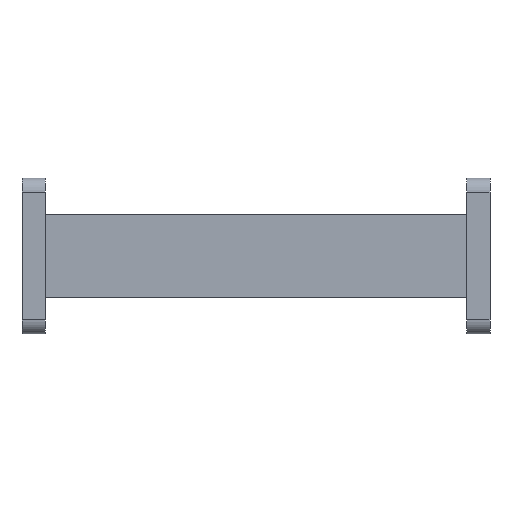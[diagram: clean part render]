
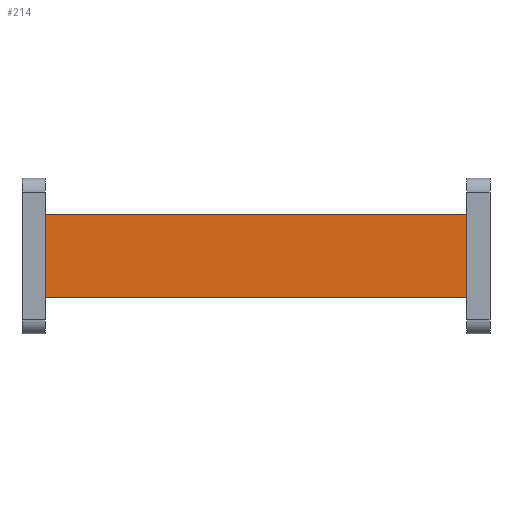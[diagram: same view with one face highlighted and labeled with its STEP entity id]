
A CAD part, left-side view. The second image highlights one B-rep face of the part: STEP entity #214.
In plain terms, the highlighted planar face has unit normal (-1, 0, 0).
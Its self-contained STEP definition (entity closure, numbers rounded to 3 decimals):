
#38 = EDGE_CURVE ( 'NONE', #1334, #530, #1005, .T. ) ;
#210 = DIRECTION ( 'NONE',  ( 0., -1., 0. ) ) ;
#214 = ADVANCED_FACE ( 'NONE', ( #1879 ), #896, .F. ) ;
#239 = VECTOR ( 'NONE', #757, 1000. ) ;
#336 = VERTEX_POINT ( 'NONE', #1550 ) ;
#356 = CARTESIAN_POINT ( 'NONE',  ( -4.965, 45., -8.915 ) ) ;
#440 = LINE ( 'NONE', #1928, #1586 ) ;
#530 = VERTEX_POINT ( 'NONE', #2087 ) ;
#571 = CARTESIAN_POINT ( 'NONE',  ( -4.965, 45., -8.915 ) ) ;
#757 = DIRECTION ( 'NONE',  ( 0., -1., 0. ) ) ;
#846 = CARTESIAN_POINT ( 'NONE',  ( -4.965, 45., -8.915 ) ) ;
#896 = PLANE ( 'NONE',  #1659 ) ;
#909 = VERTEX_POINT ( 'NONE', #1628 ) ;
#910 = VECTOR ( 'NONE', #1304, 1000. ) ;
#1005 = LINE ( 'NONE', #2001, #1601 ) ;
#1199 = ORIENTED_EDGE ( 'NONE', *, *, #2072, .F. ) ;
#1215 = EDGE_CURVE ( 'NONE', #530, #909, #440, .T. ) ;
#1225 = DIRECTION ( 'NONE',  ( 1., 0., 0. ) ) ;
#1304 = DIRECTION ( 'NONE',  ( 0., 0., 1. ) ) ;
#1314 = LINE ( 'NONE', #356, #910 ) ;
#1334 = VERTEX_POINT ( 'NONE', #846 ) ;
#1367 = EDGE_LOOP ( 'NONE', ( #1781, #1199, #1593, #1458 ) ) ;
#1458 = ORIENTED_EDGE ( 'NONE', *, *, #38, .T. ) ;
#1531 = DIRECTION ( 'NONE',  ( 0., 0., -1. ) ) ;
#1550 = CARTESIAN_POINT ( 'NONE',  ( -4.965, 45., 8.915 ) ) ;
#1586 = VECTOR ( 'NONE', #1745, 1000. ) ;
#1593 = ORIENTED_EDGE ( 'NONE', *, *, #1719, .F. ) ;
#1601 = VECTOR ( 'NONE', #210, 1000. ) ;
#1628 = CARTESIAN_POINT ( 'NONE',  ( -4.965, -45., 8.915 ) ) ;
#1659 = AXIS2_PLACEMENT_3D ( 'NONE', #571, #1225, #1531 ) ;
#1719 = EDGE_CURVE ( 'NONE', #1334, #336, #1314, .T. ) ;
#1745 = DIRECTION ( 'NONE',  ( 0., 0., 1. ) ) ;
#1781 = ORIENTED_EDGE ( 'NONE', *, *, #1215, .T. ) ;
#1879 = FACE_OUTER_BOUND ( 'NONE', #1367, .T. ) ;
#1922 = LINE ( 'NONE', #2041, #239 ) ;
#1928 = CARTESIAN_POINT ( 'NONE',  ( -4.965, -45., -8.915 ) ) ;
#2001 = CARTESIAN_POINT ( 'NONE',  ( -4.965, 45., -8.915 ) ) ;
#2041 = CARTESIAN_POINT ( 'NONE',  ( -4.965, 45., 8.915 ) ) ;
#2072 = EDGE_CURVE ( 'NONE', #336, #909, #1922, .T. ) ;
#2087 = CARTESIAN_POINT ( 'NONE',  ( -4.965, -45., -8.915 ) ) ;
